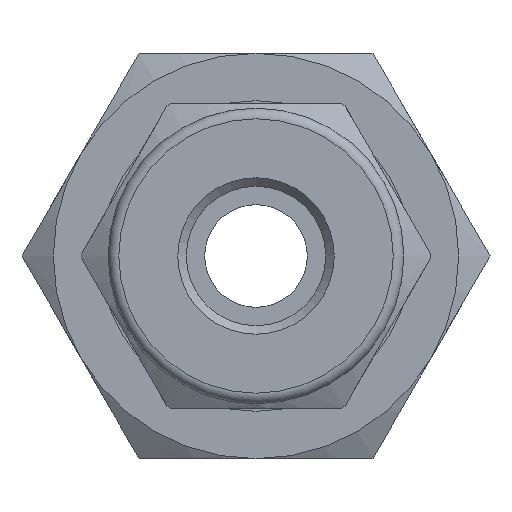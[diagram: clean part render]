
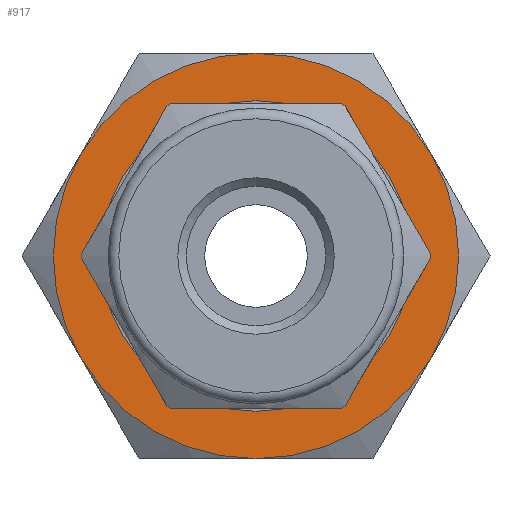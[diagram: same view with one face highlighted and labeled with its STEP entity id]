
A CAD part, left-side view. The second image highlights one B-rep face of the part: STEP entity #917.
In plain terms, the highlighted planar face has unit normal (-1, 0, 0).
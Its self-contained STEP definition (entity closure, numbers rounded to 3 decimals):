
#23=FACE_BOUND('',#245,.T.);
#61=CIRCLE('',#980,5.9);
#86=CIRCLE('',#1033,9.525);
#87=CIRCLE('',#1035,9.525);
#88=CIRCLE('',#1037,9.525);
#89=CIRCLE('',#1039,9.525);
#90=CIRCLE('',#1041,9.525);
#97=CIRCLE('',#1055,9.525);
#178=FACE_OUTER_BOUND('',#244,.T.);
#244=EDGE_LOOP('',(#828,#829,#830,#831,#832,#833));
#245=EDGE_LOOP('',(#834));
#396=VERTEX_POINT('',#1464);
#414=VERTEX_POINT('',#1529);
#419=VERTEX_POINT('',#1549);
#423=VERTEX_POINT('',#1567);
#427=VERTEX_POINT('',#1585);
#431=VERTEX_POINT('',#1603);
#435=VERTEX_POINT('',#1621);
#493=EDGE_CURVE('',#396,#396,#61,.T.);
#558=EDGE_CURVE('',#435,#423,#86,.T.);
#559=EDGE_CURVE('',#431,#435,#87,.T.);
#560=EDGE_CURVE('',#423,#419,#88,.T.);
#561=EDGE_CURVE('',#427,#431,#89,.T.);
#562=EDGE_CURVE('',#419,#414,#90,.T.);
#574=EDGE_CURVE('',#414,#427,#97,.T.);
#828=ORIENTED_EDGE('',*,*,#558,.F.);
#829=ORIENTED_EDGE('',*,*,#559,.F.);
#830=ORIENTED_EDGE('',*,*,#561,.F.);
#831=ORIENTED_EDGE('',*,*,#574,.F.);
#832=ORIENTED_EDGE('',*,*,#562,.F.);
#833=ORIENTED_EDGE('',*,*,#560,.F.);
#834=ORIENTED_EDGE('',*,*,#493,.T.);
#859=PLANE('',#1054);
#917=ADVANCED_FACE('',(#178,#23),#859,.T.);
#980=AXIS2_PLACEMENT_3D('',#1465,#1158,#1159);
#1033=AXIS2_PLACEMENT_3D('',#1646,#1280,#1281);
#1035=AXIS2_PLACEMENT_3D('',#1648,#1284,#1285);
#1037=AXIS2_PLACEMENT_3D('',#1650,#1288,#1289);
#1039=AXIS2_PLACEMENT_3D('',#1652,#1292,#1293);
#1041=AXIS2_PLACEMENT_3D('',#1654,#1296,#1297);
#1054=AXIS2_PLACEMENT_3D('',#1677,#1327,#1328);
#1055=AXIS2_PLACEMENT_3D('',#1678,#1329,#1330);
#1158=DIRECTION('center_axis',(1.,0.,0.));
#1159=DIRECTION('ref_axis',(0.,1.,0.));
#1280=DIRECTION('center_axis',(1.,0.,0.));
#1281=DIRECTION('ref_axis',(0.,1.,0.));
#1284=DIRECTION('center_axis',(1.,0.,0.));
#1285=DIRECTION('ref_axis',(0.,1.,0.));
#1288=DIRECTION('center_axis',(1.,0.,0.));
#1289=DIRECTION('ref_axis',(0.,1.,0.));
#1292=DIRECTION('center_axis',(1.,0.,0.));
#1293=DIRECTION('ref_axis',(0.,1.,0.));
#1296=DIRECTION('center_axis',(1.,0.,0.));
#1297=DIRECTION('ref_axis',(0.,1.,0.));
#1327=DIRECTION('center_axis',(-1.,0.,0.));
#1328=DIRECTION('ref_axis',(0.,0.,1.));
#1329=DIRECTION('center_axis',(1.,0.,0.));
#1330=DIRECTION('ref_axis',(0.,1.,0.));
#1464=CARTESIAN_POINT('',(17.844,-5.9,0.));
#1465=CARTESIAN_POINT('Origin',(17.844,0.,0.));
#1529=CARTESIAN_POINT('',(17.844,-8.249,4.763));
#1549=CARTESIAN_POINT('',(17.844,0.,9.525));
#1567=CARTESIAN_POINT('',(17.844,8.249,4.763));
#1585=CARTESIAN_POINT('',(17.844,-8.249,-4.763));
#1603=CARTESIAN_POINT('',(17.844,0.,-9.525));
#1621=CARTESIAN_POINT('',(17.844,8.249,-4.763));
#1646=CARTESIAN_POINT('Origin',(17.844,0.,0.));
#1648=CARTESIAN_POINT('Origin',(17.844,0.,0.));
#1650=CARTESIAN_POINT('Origin',(17.844,0.,0.));
#1652=CARTESIAN_POINT('Origin',(17.844,0.,0.));
#1654=CARTESIAN_POINT('Origin',(17.844,0.,0.));
#1677=CARTESIAN_POINT('Origin',(17.844,7.088,0.));
#1678=CARTESIAN_POINT('Origin',(17.844,0.,0.));
